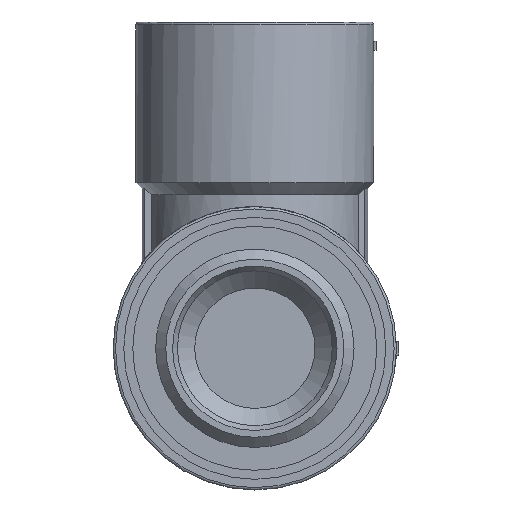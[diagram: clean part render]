
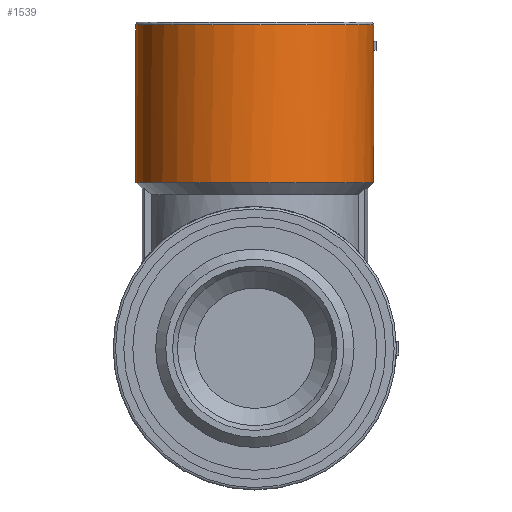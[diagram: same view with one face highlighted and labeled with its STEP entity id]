
A CAD part, front view. The second image highlights one B-rep face of the part: STEP entity #1539.
In plain terms, the highlighted cylindrical face has radius 10 mm (diameter 20 mm), a full revolution.
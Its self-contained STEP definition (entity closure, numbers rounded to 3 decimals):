
#134=LINE('',#2739,#216);
#135=LINE('',#2749,#217);
#136=LINE('',#2753,#218);
#137=LINE('',#2757,#219);
#216=VECTOR('',#2099,1000.);
#217=VECTOR('',#2108,1000.);
#218=VECTOR('',#2111,1000.);
#219=VECTOR('',#2114,1000.);
#264=ELLIPSE('',#1731,11.927,10.);
#265=ELLIPSE('',#1733,11.927,10.);
#576=ORIENTED_EDGE('',*,*,#761,.F.);
#577=ORIENTED_EDGE('',*,*,#880,.T.);
#578=ORIENTED_EDGE('',*,*,#881,.T.);
#579=ORIENTED_EDGE('',*,*,#882,.T.);
#580=ORIENTED_EDGE('',*,*,#883,.T.);
#581=ORIENTED_EDGE('',*,*,#884,.T.);
#582=ORIENTED_EDGE('',*,*,#885,.T.);
#583=ORIENTED_EDGE('',*,*,#886,.T.);
#584=ORIENTED_EDGE('',*,*,#887,.T.);
#585=ORIENTED_EDGE('',*,*,#888,.T.);
#586=ORIENTED_EDGE('',*,*,#889,.T.);
#587=ORIENTED_EDGE('',*,*,#890,.T.);
#588=ORIENTED_EDGE('',*,*,#879,.T.);
#761=EDGE_CURVE('',#969,#969,#1103,.T.);
#879=EDGE_CURVE('',#1051,#1051,#1161,.T.);
#880=EDGE_CURVE('',#1052,#1053,#1162,.T.);
#881=EDGE_CURVE('',#1053,#1054,#134,.T.);
#882=EDGE_CURVE('',#1054,#1055,#1163,.T.);
#883=EDGE_CURVE('',#1055,#1056,#264,.T.);
#884=EDGE_CURVE('',#1056,#1057,#1164,.T.);
#885=EDGE_CURVE('',#1057,#1058,#265,.T.);
#886=EDGE_CURVE('',#1058,#1059,#135,.T.);
#887=EDGE_CURVE('',#1059,#1060,#1165,.T.);
#888=EDGE_CURVE('',#1060,#1061,#136,.T.);
#889=EDGE_CURVE('',#1061,#1062,#1166,.T.);
#890=EDGE_CURVE('',#1062,#1052,#137,.F.);
#969=VERTEX_POINT('',#2367);
#1051=VERTEX_POINT('',#2734);
#1052=VERTEX_POINT('',#2737);
#1053=VERTEX_POINT('',#2738);
#1054=VERTEX_POINT('',#2740);
#1055=VERTEX_POINT('',#2742);
#1056=VERTEX_POINT('',#2744);
#1057=VERTEX_POINT('',#2746);
#1058=VERTEX_POINT('',#2748);
#1059=VERTEX_POINT('',#2750);
#1060=VERTEX_POINT('',#2752);
#1061=VERTEX_POINT('',#2754);
#1062=VERTEX_POINT('',#2756);
#1103=CIRCLE('',#1610,10.);
#1161=CIRCLE('',#1727,10.);
#1162=CIRCLE('',#1729,10.);
#1163=CIRCLE('',#1730,10.);
#1164=CIRCLE('',#1732,10.);
#1165=CIRCLE('',#1734,10.);
#1166=CIRCLE('',#1735,10.);
#1266=EDGE_LOOP('',(#576));
#1267=EDGE_LOOP('',(#577,#578,#579,#580,#581,#582,#583,#584,#585,#586,#587));
#1268=EDGE_LOOP('',(#588));
#1404=FACE_BOUND('',#1266,.T.);
#1405=FACE_BOUND('',#1267,.T.);
#1406=FACE_BOUND('',#1268,.T.);
#1468=CYLINDRICAL_SURFACE('',#1728,10.);
#1539=ADVANCED_FACE('',(#1404,#1405,#1406),#1468,.T.);
#1610=AXIS2_PLACEMENT_3D('',#2366,#1829,#1830);
#1727=AXIS2_PLACEMENT_3D('',#2733,#2093,#2094);
#1728=AXIS2_PLACEMENT_3D('',#2735,#2095,#2096);
#1729=AXIS2_PLACEMENT_3D('',#2736,#2097,#2098);
#1730=AXIS2_PLACEMENT_3D('',#2741,#2100,#2101);
#1731=AXIS2_PLACEMENT_3D('',#2743,#2102,#2103);
#1732=AXIS2_PLACEMENT_3D('',#2745,#2104,#2105);
#1733=AXIS2_PLACEMENT_3D('',#2747,#2106,#2107);
#1734=AXIS2_PLACEMENT_3D('',#2751,#2109,#2110);
#1735=AXIS2_PLACEMENT_3D('',#2755,#2112,#2113);
#1829=DIRECTION('',(0.,0.,-1.));
#1830=DIRECTION('',(-1.,0.,0.));
#2093=DIRECTION('',(0.,0.,-1.));
#2094=DIRECTION('',(-1.,0.,0.));
#2095=DIRECTION('',(0.,0.,-1.));
#2096=DIRECTION('',(-1.,0.,0.));
#2097=DIRECTION('',(0.,0.,1.));
#2098=DIRECTION('',(1.,0.,0.));
#2099=DIRECTION('',(0.,0.,-1.));
#2100=DIRECTION('',(0.,0.,1.));
#2101=DIRECTION('',(1.,0.,0.));
#2102=DIRECTION('',(0.,-0.545,-0.838));
#2103=DIRECTION('',(0.,0.838,-0.545));
#2104=DIRECTION('',(0.,0.,1.));
#2105=DIRECTION('',(1.,0.,0.));
#2106=DIRECTION('',(0.,0.545,0.838));
#2107=DIRECTION('',(0.,0.838,-0.545));
#2108=DIRECTION('',(0.,0.,-1.));
#2109=DIRECTION('',(0.,0.,-1.));
#2110=DIRECTION('',(-1.,0.,0.));
#2111=DIRECTION('',(0.,0.,-1.));
#2112=DIRECTION('',(0.,0.,-1.));
#2113=DIRECTION('',(-1.,0.,0.));
#2114=DIRECTION('',(0.,0.,-1.));
#2366=CARTESIAN_POINT('',(0.,15.05,13.9));
#2367=CARTESIAN_POINT('',(-10.,15.05,13.9));
#2733=CARTESIAN_POINT('',(0.,15.05,27.15));
#2734=CARTESIAN_POINT('',(-10.,15.05,27.15));
#2735=CARTESIAN_POINT('',(0.,15.05,0.));
#2736=CARTESIAN_POINT('',(0.,15.05,25.78));
#2737=CARTESIAN_POINT('',(9.964,14.2,25.78));
#2738=CARTESIAN_POINT('',(9.983,14.466,25.78));
#2739=CARTESIAN_POINT('',(9.983,14.466,0.));
#2740=CARTESIAN_POINT('',(9.983,14.466,25.533));
#2741=CARTESIAN_POINT('',(0.,15.05,25.533));
#2742=CARTESIAN_POINT('',(9.978,15.72,25.533));
#2743=CARTESIAN_POINT('',(0.,15.05,25.969));
#2744=CARTESIAN_POINT('',(9.996,15.34,25.78));
#2745=CARTESIAN_POINT('',(0.,15.05,25.78));
#2746=CARTESIAN_POINT('',(9.978,15.72,25.78));
#2747=CARTESIAN_POINT('',(0.,15.05,26.216));
#2748=CARTESIAN_POINT('',(9.945,16.1,25.533));
#2749=CARTESIAN_POINT('',(9.945,16.1,0.));
#2750=CARTESIAN_POINT('',(9.945,16.1,25.267));
#2751=CARTESIAN_POINT('',(0.,15.05,25.267));
#2752=CARTESIAN_POINT('',(9.983,14.466,25.267));
#2753=CARTESIAN_POINT('',(9.983,14.466,0.));
#2754=CARTESIAN_POINT('',(9.983,14.466,25.02));
#2755=CARTESIAN_POINT('',(0.,15.05,25.02));
#2756=CARTESIAN_POINT('',(9.964,14.2,25.02));
#2757=CARTESIAN_POINT('',(9.964,14.2,0.));
